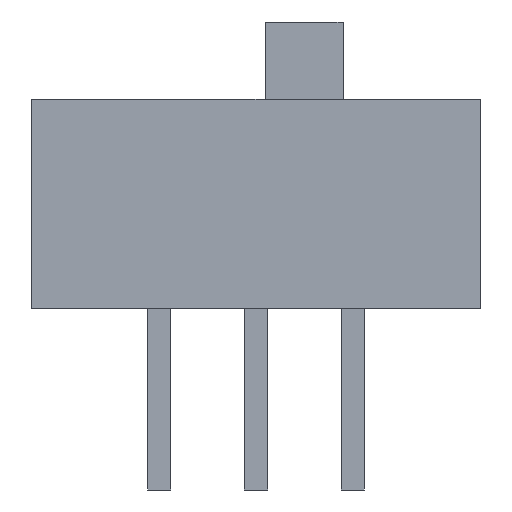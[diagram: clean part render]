
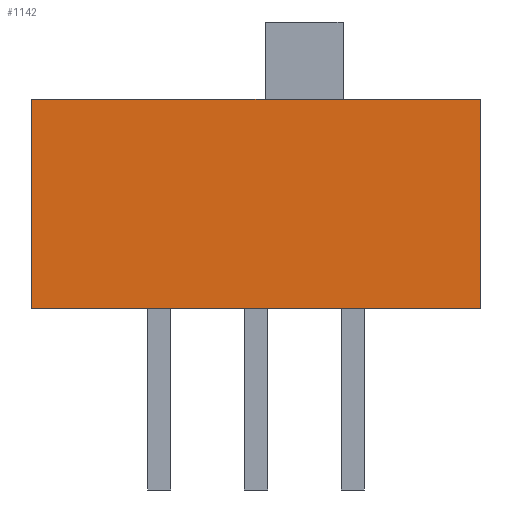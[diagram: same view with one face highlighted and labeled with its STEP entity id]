
A CAD part, left-side view. The second image highlights one B-rep face of the part: STEP entity #1142.
In plain terms, the highlighted planar face has unit normal (-1, 0, 0).
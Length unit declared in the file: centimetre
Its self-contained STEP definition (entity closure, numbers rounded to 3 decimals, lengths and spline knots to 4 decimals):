
#170=CARTESIAN_POINT('',(-0.2,0.58,0.));
#171=VERTEX_POINT('',#170);
#178=CARTESIAN_POINT('',(-0.2,0.58,0.54));
#179=VERTEX_POINT('',#178);
#180=CARTESIAN_POINT('',(-0.2,0.58,-12345.));
#181=DIRECTION('',(0.,0.,1.));
#182=VECTOR('',#181,24690.);
#183=LINE('',#180,#182);
#184=EDGE_CURVE('',#171,#179,#183,.T.);
#321=CARTESIAN_POINT('',(-0.2,-0.58,0.54));
#322=VERTEX_POINT('',#321);
#323=CARTESIAN_POINT('',(-0.2,-12344.42,0.54));
#324=DIRECTION('',(-0.,1.,0.));
#325=VECTOR('',#324,24690.);
#326=LINE('',#323,#325);
#327=EDGE_CURVE('',#322,#179,#326,.T.);
#861=CARTESIAN_POINT('',(-0.2,-0.58,0.));
#862=VERTEX_POINT('',#861);
#863=CARTESIAN_POINT('',(-0.2,12345.58,0.));
#864=DIRECTION('',(0.,-1.,0.));
#865=VECTOR('',#864,24690.);
#866=LINE('',#863,#865);
#867=EDGE_CURVE('',#171,#862,#866,.T.);
#1117=CARTESIAN_POINT('',(-0.2,-0.58,-12345.));
#1118=DIRECTION('',(0.,0.,1.));
#1119=VECTOR('',#1118,24690.);
#1120=LINE('',#1117,#1119);
#1121=EDGE_CURVE('',#862,#322,#1120,.T.);
#1131=CARTESIAN_POINT('',(-0.2,-0.,0.));
#1132=DIRECTION('',(-1.,-0.,0.));
#1133=DIRECTION('',(0.,-1.,0.));
#1134=AXIS2_PLACEMENT_3D('',#1131,#1132,#1133);
#1135=PLANE('',#1134);
#1136=ORIENTED_EDGE('',*,*,#327,.T.);
#1137=ORIENTED_EDGE('',*,*,#184,.F.);
#1138=ORIENTED_EDGE('',*,*,#867,.T.);
#1139=ORIENTED_EDGE('',*,*,#1121,.T.);
#1140=EDGE_LOOP('',(#1136,#1137,#1138,#1139));
#1141=FACE_BOUND('',#1140,.T.);
#1142=ADVANCED_FACE('',(#1141),#1135,.T.);
